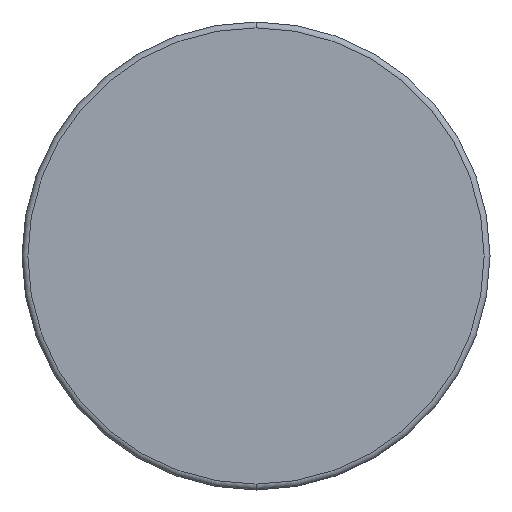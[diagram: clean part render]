
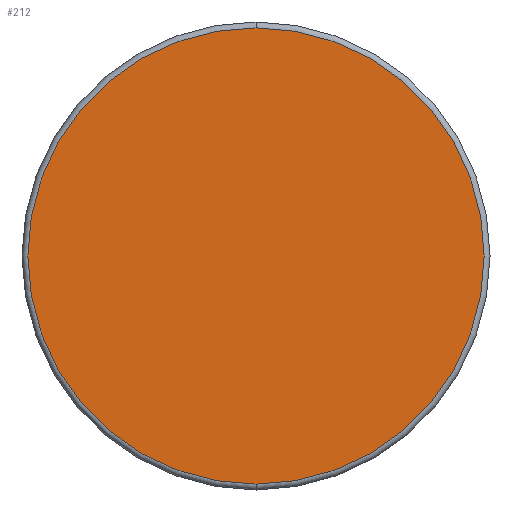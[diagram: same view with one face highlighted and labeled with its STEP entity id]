
A CAD part, front view. The second image highlights one B-rep face of the part: STEP entity #212.
In plain terms, the highlighted planar face has unit normal (0, -1, 0).
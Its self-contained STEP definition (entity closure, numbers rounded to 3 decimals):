
#7 = VERTEX_POINT ( 'NONE', #189 ) ;
#22 = ORIENTED_EDGE ( 'NONE', *, *, #165, .T. ) ;
#24 = CIRCLE ( 'NONE', #149, 3.9 ) ;
#62 = CARTESIAN_POINT ( 'NONE',  ( 0., 0., 0. ) ) ;
#71 = CIRCLE ( 'NONE', #210, 3.9 ) ;
#85 = CARTESIAN_POINT ( 'NONE',  ( 0., 0., 0. ) ) ;
#89 = DIRECTION ( 'NONE',  ( 0., 1., 0. ) ) ;
#103 = CARTESIAN_POINT ( 'NONE',  ( 0., 0., -3.9 ) ) ;
#105 = AXIS2_PLACEMENT_3D ( 'NONE', #146, #89, #242 ) ;
#107 = DIRECTION ( 'NONE',  ( 0., -1., 0. ) ) ;
#125 = DIRECTION ( 'NONE',  ( 0., 0., 1. ) ) ;
#146 = CARTESIAN_POINT ( 'NONE',  ( 0., 0., 0. ) ) ;
#149 = AXIS2_PLACEMENT_3D ( 'NONE', #62, #215, #125 ) ;
#160 = FACE_OUTER_BOUND ( 'NONE', #194, .T. ) ;
#165 = EDGE_CURVE ( 'NONE', #244, #7, #24, .T. ) ;
#178 = DIRECTION ( 'NONE',  ( 0., 0., 1. ) ) ;
#189 = CARTESIAN_POINT ( 'NONE',  ( 0., 0., 3.9 ) ) ;
#194 = EDGE_LOOP ( 'NONE', ( #230, #22 ) ) ;
#204 = EDGE_CURVE ( 'NONE', #7, #244, #71, .T. ) ;
#205 = PLANE ( 'NONE',  #105 ) ;
#210 = AXIS2_PLACEMENT_3D ( 'NONE', #85, #107, #178 ) ;
#212 = ADVANCED_FACE ( 'NONE', ( #160 ), #205, .F. ) ;
#215 = DIRECTION ( 'NONE',  ( 0., -1., 0. ) ) ;
#230 = ORIENTED_EDGE ( 'NONE', *, *, #204, .T. ) ;
#242 = DIRECTION ( 'NONE',  ( 0., 0., 1. ) ) ;
#244 = VERTEX_POINT ( 'NONE', #103 ) ;
